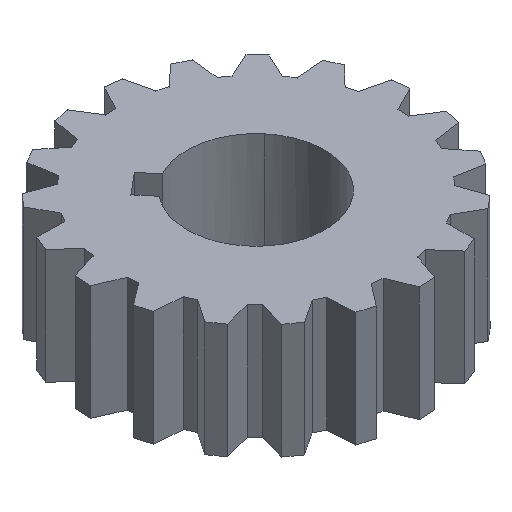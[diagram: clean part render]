
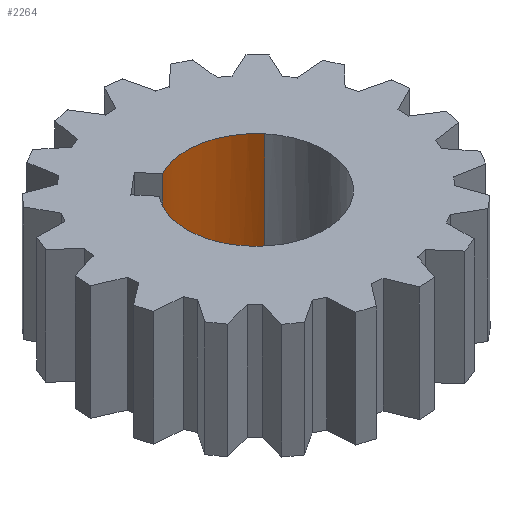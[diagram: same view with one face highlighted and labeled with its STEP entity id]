
A CAD part, isometric view. The second image highlights one B-rep face of the part: STEP entity #2264.
In plain terms, the highlighted cylindrical face has radius 15 mm (diameter 30 mm), a partial arc.
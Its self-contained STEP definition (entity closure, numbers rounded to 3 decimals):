
#37=CARTESIAN_POINT('POINT5',(-7.126,
   13.199,-114.));
#38=VERTEX_POINT('VERTEX5',#37);
#39=CARTESIAN_POINT('POINT6',(-7.126,
   13.199,-139.));
#40=VERTEX_POINT('VERTEX6',#39);
#41=B_SPLINE_CURVE_WITH_KNOTS('SPLINE_CRV5',1,(#42,#43),.UNSPECIFIED.,
   .F.,.F.,(2,2),(0.,1.),.UNSPECIFIED.);
#42=CARTESIAN_POINT('',(-7.126,13.199,
   -114.));
#43=CARTESIAN_POINT('',(-7.126,13.199,
   -139.));
#44=EDGE_CURVE('EDGE5',#38,#40,#41,.T.);
#2235=ORIENTED_EDGE('COEDGE313',*,*,#44,.T.);
#2236=CARTESIAN_POINT('POINT159',(11.507,
   9.622,-139.));
#2237=VERTEX_POINT('VERTEX159',#2236);
#2238=(BOUNDED_CURVE() B_SPLINE_CURVE(2,(#2239,#2240,#2241),
   .UNSPECIFIED.,.F.,.F.) B_SPLINE_CURVE_WITH_KNOTS((3,3),(
   0.786,1.),.UNSPECIFIED.) CURVE() 
   GEOMETRIC_REPRESENTATION_ITEM() RATIONAL_B_SPLINE_CURVE((
   0.77,0.68,1.)) 
   REPRESENTATION_ITEM('SPLINE_CRV236'));
#2239=CARTESIAN_POINT('',(-7.126,13.199,
   -139.));
#2240=CARTESIAN_POINT('',(3.651,19.018,
   -139.));
#2241=CARTESIAN_POINT('',(11.507,9.622,
   -139.));
#2242=EDGE_CURVE('EDGE236',#40,#2237,#2238,.T.);
#2243=ORIENTED_EDGE('COEDGE314',*,*,#2242,.T.);
#2244=CARTESIAN_POINT('POINT160',(11.507,
   9.622,-114.));
#2245=VERTEX_POINT('VERTEX160',#2244);
#2246=B_SPLINE_CURVE_WITH_KNOTS('SPLINE_CRV237',1,(#2247,#2248),
   .UNSPECIFIED.,.F.,.F.,(2,2),(0.,1.),.UNSPECIFIED.);
#2247=CARTESIAN_POINT('',(11.507,9.622,
   -139.));
#2248=CARTESIAN_POINT('',(11.507,9.622,
   -114.));
#2249=EDGE_CURVE('EDGE237',#2237,#2245,#2246,.T.);
#2250=ORIENTED_EDGE('COEDGE315',*,*,#2249,.T.);
#2251=(BOUNDED_CURVE() B_SPLINE_CURVE(2,(#2252,#2253,#2254),
   .UNSPECIFIED.,.F.,.F.) B_SPLINE_CURVE_WITH_KNOTS((3,3),(0.,
   0.214),.UNSPECIFIED.) CURVE() 
   GEOMETRIC_REPRESENTATION_ITEM() RATIONAL_B_SPLINE_CURVE((1.,
   0.68,0.77)) REPRESENTATION_ITEM(
   'SPLINE_CRV238'));
#2252=CARTESIAN_POINT('',(11.507,9.622,
   -114.));
#2253=CARTESIAN_POINT('',(3.651,19.018,
   -114.));
#2254=CARTESIAN_POINT('',(-7.126,13.199,
   -114.));
#2255=EDGE_CURVE('EDGE238',#2245,#38,#2251,.T.);
#2256=ORIENTED_EDGE('COEDGE316',*,*,#2255,.T.);
#2257=EDGE_LOOP('NONE',(#2235,#2243,#2250,#2256));
#2258=FACE_BOUND('LOOP1',#2257,.T.);
#2259=CARTESIAN_POINT('POS79',(0.,
   0.,-134.));
#2260=DIRECTION('DIR157',(0.,0.,
   -1.));
#2261=DIRECTION('DIR158',(-0.982,0.189,
   0.));
#2262=AXIS2_PLACEMENT_3D('AXIS79',#2259,#2260,#2261);
#2263=CYLINDRICAL_SURFACE('CONE_SURF20',#2262,15.);
#2264=ADVANCED_FACE('FACE79',(#2258),#2263,.F.);
